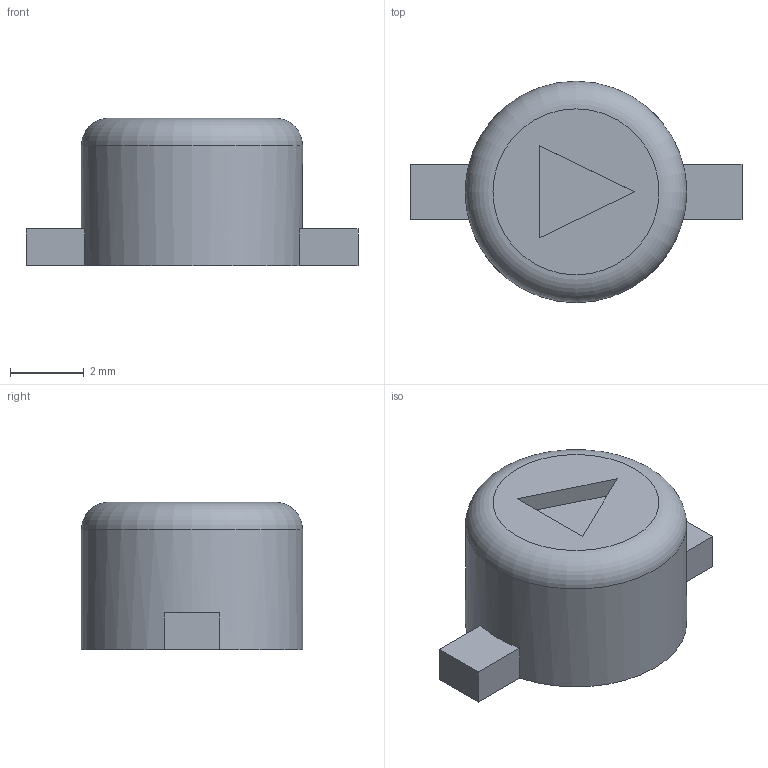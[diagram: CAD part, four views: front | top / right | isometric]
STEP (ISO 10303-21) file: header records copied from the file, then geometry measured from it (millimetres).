
FILE_DESCRIPTION(/* description */ (''),/* implementation_level */ '2;1');
FILE_NAME(/* name */ 'Function Button Start (Short) v7.step',/* time_stamp */ '2023-06-25T16:06:29-07:00',/* author */ (''),/* organization */ (''),/* preprocessor_version */ 'ST-DEVELOPER v19.2',/* originating_system */ 'Autodesk Translation Framework v12.6.0.85',/* authorisation */ '');
FILE_SCHEMA (('AUTOMOTIVE_DESIGN { 1 0 10303 214 3 1 1 }'));
Length unit declared in the file: millimetre
Products named in the file (1): Function Button Start (Short)
Bounding box: 9 x 6 x 4 mm (x, y, z)
Volume: 101.4 mm3; surface area: 159 mm2
Topology: 1 solids, 1 shells, 18 faces, 41 edges, 27 vertices
Faces by surface type: plane 15, cylinder 2, torus 1
Full cylindrical faces by diameter (mm): 3.65 x1, 6 x1
Entity records: 558 total; most frequent: DIRECTION 89, CARTESIAN_POINT 87, ORIENTED_EDGE 82, EDGE_CURVE 41, LINE 31, VECTOR 31, AXIS2_PLACEMENT_3D 29, VERTEX_POINT 27
